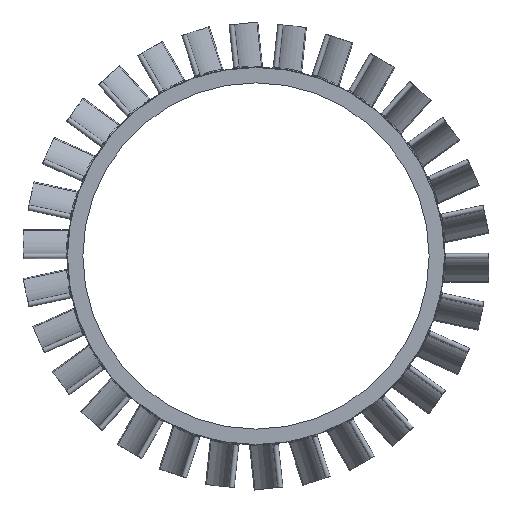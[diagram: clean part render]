
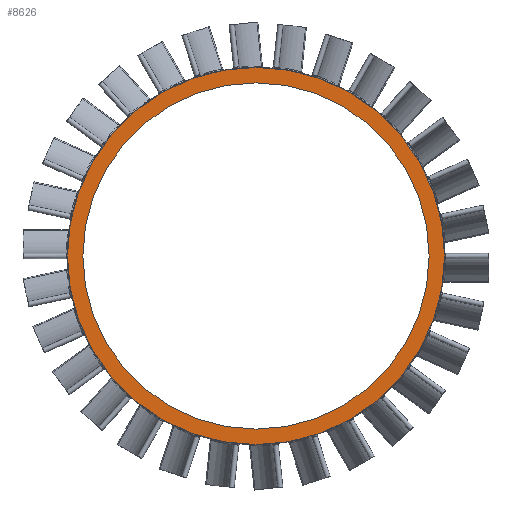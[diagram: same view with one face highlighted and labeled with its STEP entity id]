
A CAD part, left-side view. The second image highlights one B-rep face of the part: STEP entity #8626.
In plain terms, the highlighted planar face has unit normal (-1, 0, 0).
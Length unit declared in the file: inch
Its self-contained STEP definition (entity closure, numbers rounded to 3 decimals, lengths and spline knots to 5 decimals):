
#116=CARTESIAN_POINT('',(0.,0.,0.));
#117=DIRECTION('',(-1.,0.,0.));
#118=DIRECTION('',(0.,-1.,0.));
#119=AXIS2_PLACEMENT_3D('',#116,#117,#118);
#125=CARTESIAN_POINT('',(0.,0.,0.));
#126=DIRECTION('',(-1.,0.,0.));
#127=DIRECTION('',(0.,1.,0.));
#128=AXIS2_PLACEMENT_3D('',#125,#126,#127);
#133=CARTESIAN_POINT('',(0.,0.,0.));
#134=DIRECTION('',(1.,0.,0.));
#135=DIRECTION('',(0.,-1.,0.));
#136=AXIS2_PLACEMENT_3D('',#133,#134,#135);
#141=CARTESIAN_POINT('',(0.,0.,0.));
#142=DIRECTION('',(1.,0.,0.));
#143=DIRECTION('',(0.,1.,0.));
#144=AXIS2_PLACEMENT_3D('',#141,#142,#143);
#8105=CARTESIAN_POINT('',(0.,-67.005,0.));
#8106=CARTESIAN_POINT('',(0.,67.005,0.));
#8107=VERTEX_POINT('',#8105);
#8108=VERTEX_POINT('',#8106);
#8109=CARTESIAN_POINT('',(0.,-73.005,0.));
#8110=CARTESIAN_POINT('',(0.,73.005,0.));
#8111=VERTEX_POINT('',#8109);
#8112=VERTEX_POINT('',#8110);
#8609=CARTESIAN_POINT('',(0.,0.,0.));
#8610=DIRECTION('',(1.,0.,0.));
#8611=DIRECTION('',(0.,-1.,0.));
#8612=AXIS2_PLACEMENT_3D('',#8609,#8610,#8611);
#8613=PLANE('',#8612);
#8615=ORIENTED_EDGE('',*,*,#8614,.T.);
#8617=ORIENTED_EDGE('',*,*,#8616,.T.);
#8618=EDGE_LOOP('',(#8615,#8617));
#8619=FACE_OUTER_BOUND('',#8618,.F.);
#8621=ORIENTED_EDGE('',*,*,#8620,.T.);
#8623=ORIENTED_EDGE('',*,*,#8622,.T.);
#8624=EDGE_LOOP('',(#8621,#8623));
#8625=FACE_BOUND('',#8624,.F.);
#120=CIRCLE('',#119,67.005);
#129=CIRCLE('',#128,67.005);
#137=CIRCLE('',#136,73.005);
#145=CIRCLE('',#144,73.005);
#8614=EDGE_CURVE('',#8111,#8112,#137,.T.);
#8616=EDGE_CURVE('',#8112,#8111,#145,.T.);
#8620=EDGE_CURVE('',#8107,#8108,#120,.T.);
#8622=EDGE_CURVE('',#8108,#8107,#129,.T.);
#8626=ADVANCED_FACE('',(#8619,#8625),#8613,.F.);
